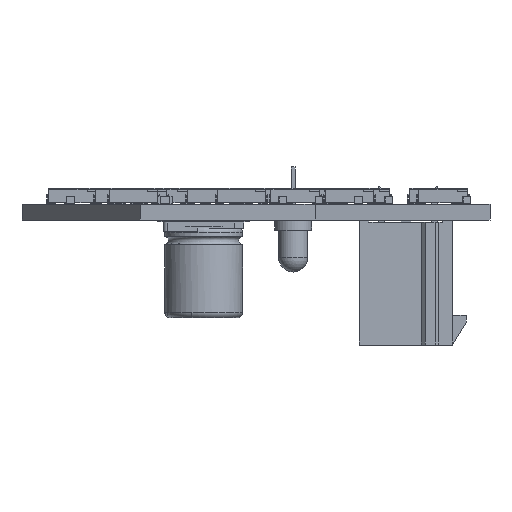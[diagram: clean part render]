
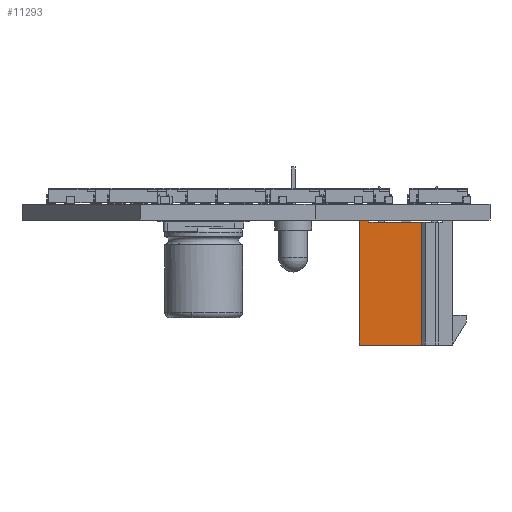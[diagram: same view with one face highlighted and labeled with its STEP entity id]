
A CAD part, front view. The second image highlights one B-rep face of the part: STEP entity #11293.
In plain terms, the highlighted face is planar.
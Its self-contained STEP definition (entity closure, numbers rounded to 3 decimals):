
#10084 = PLANE('',#10085);
#10085 = AXIS2_PLACEMENT_3D('',#10086,#10087,#10088);
#10086 = CARTESIAN_POINT('',(-4.8,12.8,4.8));
#10087 = DIRECTION('',(0.,0.,1.));
#10088 = DIRECTION('',(1.,-0.,0.));
#10320 = PLANE('',#10321);
#10321 = AXIS2_PLACEMENT_3D('',#10322,#10323,#10324);
#10322 = CARTESIAN_POINT('',(-4.8,12.8,-4.8));
#10323 = DIRECTION('',(0.,1.,0.));
#10324 = DIRECTION('',(1.,0.,-0.));
#11017 = PLANE('',#11018);
#11018 = AXIS2_PLACEMENT_3D('',#11019,#11020,#11021);
#11019 = CARTESIAN_POINT('',(1.1,0.,3.8));
#11020 = DIRECTION('',(0.,0.,1.));
#11021 = DIRECTION('',(1.,-0.,0.));
#11293 = ADVANCED_FACE('',(#11294),#11308,.F.);
#11294 = FACE_BOUND('',#11295,.F.);
#11295 = EDGE_LOOP('',(#11296,#11331,#11354,#11377,#11405,#11428));
#11296 = ORIENTED_EDGE('',*,*,#11297,.T.);
#11297 = EDGE_CURVE('',#11298,#11300,#11302,.T.);
#11298 = VERTEX_POINT('',#11299);
#11299 = CARTESIAN_POINT('',(-4.8,0.2,-1.59));
#11300 = VERTEX_POINT('',#11301);
#11301 = CARTESIAN_POINT('',(-4.8,12.8,-1.59));
#11302 = SURFACE_CURVE('',#11303,(#11307,#11319),.PCURVE_S1.);
#11303 = LINE('',#11304,#11305);
#11304 = CARTESIAN_POINT('',(-4.8,0.2,-1.59
    ));
#11305 = VECTOR('',#11306,1.);
#11306 = DIRECTION('',(0.,1.,0.));
#11307 = PCURVE('',#11308,#11313);
#11308 = PLANE('',#11309);
#11309 = AXIS2_PLACEMENT_3D('',#11310,#11311,#11312);
#11310 = CARTESIAN_POINT('',(-4.8,0.,0.));
#11311 = DIRECTION('',(1.,0.,0.));
#11312 = DIRECTION('',(0.,1.,-0.));
#11313 = DEFINITIONAL_REPRESENTATION('',(#11314),#11318);
#11314 = LINE('',#11315,#11316);
#11315 = CARTESIAN_POINT('',(0.2,-1.59));
#11316 = VECTOR('',#11317,1.);
#11317 = DIRECTION('',(1.,0.));
#11318 = ( GEOMETRIC_REPRESENTATION_CONTEXT(2) 
PARAMETRIC_REPRESENTATION_CONTEXT() REPRESENTATION_CONTEXT('2D SPACE',''
  ) );
#11319 = PCURVE('',#11320,#11325);
#11320 = PLANE('',#11321);
#11321 = AXIS2_PLACEMENT_3D('',#11322,#11323,#11324);
#11322 = CARTESIAN_POINT('',(-4.8,12.8,-1.59));
#11323 = DIRECTION('',(-0.707,0.,0.707));
#11324 = DIRECTION('',(0.,1.,0.));
#11325 = DEFINITIONAL_REPRESENTATION('',(#11326),#11330);
#11326 = LINE('',#11327,#11328);
#11327 = CARTESIAN_POINT('',(-12.6,0.));
#11328 = VECTOR('',#11329,1.);
#11329 = DIRECTION('',(1.,0.));
#11330 = ( GEOMETRIC_REPRESENTATION_CONTEXT(2) 
PARAMETRIC_REPRESENTATION_CONTEXT() REPRESENTATION_CONTEXT('2D SPACE',''
  ) );
#11331 = ORIENTED_EDGE('',*,*,#11332,.T.);
#11332 = EDGE_CURVE('',#11300,#11333,#11335,.T.);
#11333 = VERTEX_POINT('',#11334);
#11334 = CARTESIAN_POINT('',(-4.8,12.8,4.8));
#11335 = SURFACE_CURVE('',#11336,(#11340,#11347),.PCURVE_S1.);
#11336 = LINE('',#11337,#11338);
#11337 = CARTESIAN_POINT('',(-4.8,12.8,
    -1.59));
#11338 = VECTOR('',#11339,1.);
#11339 = DIRECTION('',(0.,0.,1.));
#11340 = PCURVE('',#11308,#11341);
#11341 = DEFINITIONAL_REPRESENTATION('',(#11342),#11346);
#11342 = LINE('',#11343,#11344);
#11343 = CARTESIAN_POINT('',(12.8,-1.59));
#11344 = VECTOR('',#11345,1.);
#11345 = DIRECTION('',(0.,1.));
#11346 = ( GEOMETRIC_REPRESENTATION_CONTEXT(2) 
PARAMETRIC_REPRESENTATION_CONTEXT() REPRESENTATION_CONTEXT('2D SPACE',''
  ) );
#11347 = PCURVE('',#10320,#11348);
#11348 = DEFINITIONAL_REPRESENTATION('',(#11349),#11353);
#11349 = LINE('',#11350,#11351);
#11350 = CARTESIAN_POINT('',(0.,-3.21));
#11351 = VECTOR('',#11352,1.);
#11352 = DIRECTION('',(0.,-1.));
#11353 = ( GEOMETRIC_REPRESENTATION_CONTEXT(2) 
PARAMETRIC_REPRESENTATION_CONTEXT() REPRESENTATION_CONTEXT('2D SPACE',''
  ) );
#11354 = ORIENTED_EDGE('',*,*,#11355,.T.);
#11355 = EDGE_CURVE('',#11333,#11356,#11358,.T.);
#11356 = VERTEX_POINT('',#11357);
#11357 = CARTESIAN_POINT('',(-4.8,0.,4.8));
#11358 = SURFACE_CURVE('',#11359,(#11363,#11370),.PCURVE_S1.);
#11359 = LINE('',#11360,#11361);
#11360 = CARTESIAN_POINT('',(-4.8,12.8,4.8
    ));
#11361 = VECTOR('',#11362,1.);
#11362 = DIRECTION('',(0.,-1.,0.));
#11363 = PCURVE('',#11308,#11364);
#11364 = DEFINITIONAL_REPRESENTATION('',(#11365),#11369);
#11365 = LINE('',#11366,#11367);
#11366 = CARTESIAN_POINT('',(12.8,4.8));
#11367 = VECTOR('',#11368,1.);
#11368 = DIRECTION('',(-1.,0.));
#11369 = ( GEOMETRIC_REPRESENTATION_CONTEXT(2) 
PARAMETRIC_REPRESENTATION_CONTEXT() REPRESENTATION_CONTEXT('2D SPACE',''
  ) );
#11370 = PCURVE('',#10084,#11371);
#11371 = DEFINITIONAL_REPRESENTATION('',(#11372),#11376);
#11372 = LINE('',#11373,#11374);
#11373 = CARTESIAN_POINT('',(0.,0.));
#11374 = VECTOR('',#11375,1.);
#11375 = DIRECTION('',(0.,-1.));
#11376 = ( GEOMETRIC_REPRESENTATION_CONTEXT(2) 
PARAMETRIC_REPRESENTATION_CONTEXT() REPRESENTATION_CONTEXT('2D SPACE',''
  ) );
#11377 = ORIENTED_EDGE('',*,*,#11378,.T.);
#11378 = EDGE_CURVE('',#11356,#11379,#11381,.T.);
#11379 = VERTEX_POINT('',#11380);
#11380 = CARTESIAN_POINT('',(-4.8,0.,3.8));
#11381 = SURFACE_CURVE('',#11382,(#11386,#11393),.PCURVE_S1.);
#11382 = LINE('',#11383,#11384);
#11383 = CARTESIAN_POINT('',(-4.8,0.,4.8));
#11384 = VECTOR('',#11385,1.);
#11385 = DIRECTION('',(0.,0.,-1.));
#11386 = PCURVE('',#11308,#11387);
#11387 = DEFINITIONAL_REPRESENTATION('',(#11388),#11392);
#11388 = LINE('',#11389,#11390);
#11389 = CARTESIAN_POINT('',(0.,4.8));
#11390 = VECTOR('',#11391,1.);
#11391 = DIRECTION('',(0.,-1.));
#11392 = ( GEOMETRIC_REPRESENTATION_CONTEXT(2) 
PARAMETRIC_REPRESENTATION_CONTEXT() REPRESENTATION_CONTEXT('2D SPACE',''
  ) );
#11393 = PCURVE('',#11394,#11399);
#11394 = PLANE('',#11395);
#11395 = AXIS2_PLACEMENT_3D('',#11396,#11397,#11398);
#11396 = CARTESIAN_POINT('',(-4.8,0.,4.8));
#11397 = DIRECTION('',(0.,-1.,0.));
#11398 = DIRECTION('',(0.,0.,-1.));
#11399 = DEFINITIONAL_REPRESENTATION('',(#11400),#11404);
#11400 = LINE('',#11401,#11402);
#11401 = CARTESIAN_POINT('',(0.,0.));
#11402 = VECTOR('',#11403,1.);
#11403 = DIRECTION('',(1.,0.));
#11404 = ( GEOMETRIC_REPRESENTATION_CONTEXT(2) 
PARAMETRIC_REPRESENTATION_CONTEXT() REPRESENTATION_CONTEXT('2D SPACE',''
  ) );
#11405 = ORIENTED_EDGE('',*,*,#11406,.T.);
#11406 = EDGE_CURVE('',#11379,#11407,#11409,.T.);
#11407 = VERTEX_POINT('',#11408);
#11408 = CARTESIAN_POINT('',(-4.8,0.2,3.8));
#11409 = SURFACE_CURVE('',#11410,(#11414,#11421),.PCURVE_S1.);
#11410 = LINE('',#11411,#11412);
#11411 = CARTESIAN_POINT('',(-4.8,0.,3.8));
#11412 = VECTOR('',#11413,1.);
#11413 = DIRECTION('',(0.,1.,0.));
#11414 = PCURVE('',#11308,#11415);
#11415 = DEFINITIONAL_REPRESENTATION('',(#11416),#11420);
#11416 = LINE('',#11417,#11418);
#11417 = CARTESIAN_POINT('',(0.,3.8));
#11418 = VECTOR('',#11419,1.);
#11419 = DIRECTION('',(1.,0.));
#11420 = ( GEOMETRIC_REPRESENTATION_CONTEXT(2) 
PARAMETRIC_REPRESENTATION_CONTEXT() REPRESENTATION_CONTEXT('2D SPACE',''
  ) );
#11421 = PCURVE('',#11017,#11422);
#11422 = DEFINITIONAL_REPRESENTATION('',(#11423),#11427);
#11423 = LINE('',#11424,#11425);
#11424 = CARTESIAN_POINT('',(-5.9,0.));
#11425 = VECTOR('',#11426,1.);
#11426 = DIRECTION('',(0.,1.));
#11427 = ( GEOMETRIC_REPRESENTATION_CONTEXT(2) 
PARAMETRIC_REPRESENTATION_CONTEXT() REPRESENTATION_CONTEXT('2D SPACE',''
  ) );
#11428 = ORIENTED_EDGE('',*,*,#11429,.F.);
#11429 = EDGE_CURVE('',#11298,#11407,#11430,.T.);
#11430 = SURFACE_CURVE('',#11431,(#11435,#11442),.PCURVE_S1.);
#11431 = LINE('',#11432,#11433);
#11432 = CARTESIAN_POINT('',(-4.8,0.2,-1.59
    ));
#11433 = VECTOR('',#11434,1.);
#11434 = DIRECTION('',(0.,0.,1.));
#11435 = PCURVE('',#11308,#11436);
#11436 = DEFINITIONAL_REPRESENTATION('',(#11437),#11441);
#11437 = LINE('',#11438,#11439);
#11438 = CARTESIAN_POINT('',(0.2,-1.59));
#11439 = VECTOR('',#11440,1.);
#11440 = DIRECTION('',(0.,1.));
#11441 = ( GEOMETRIC_REPRESENTATION_CONTEXT(2) 
PARAMETRIC_REPRESENTATION_CONTEXT() REPRESENTATION_CONTEXT('2D SPACE',''
  ) );
#11442 = PCURVE('',#11443,#11448);
#11443 = PLANE('',#11444);
#11444 = AXIS2_PLACEMENT_3D('',#11445,#11446,#11447);
#11445 = CARTESIAN_POINT('',(-4.8,0.2,0.));
#11446 = DIRECTION('',(0.,-1.,0.));
#11447 = DIRECTION('',(0.,0.,-1.));
#11448 = DEFINITIONAL_REPRESENTATION('',(#11449),#11453);
#11449 = LINE('',#11450,#11451);
#11450 = CARTESIAN_POINT('',(1.59,0.));
#11451 = VECTOR('',#11452,1.);
#11452 = DIRECTION('',(-1.,0.));
#11453 = ( GEOMETRIC_REPRESENTATION_CONTEXT(2) 
PARAMETRIC_REPRESENTATION_CONTEXT() REPRESENTATION_CONTEXT('2D SPACE',''
  ) );
